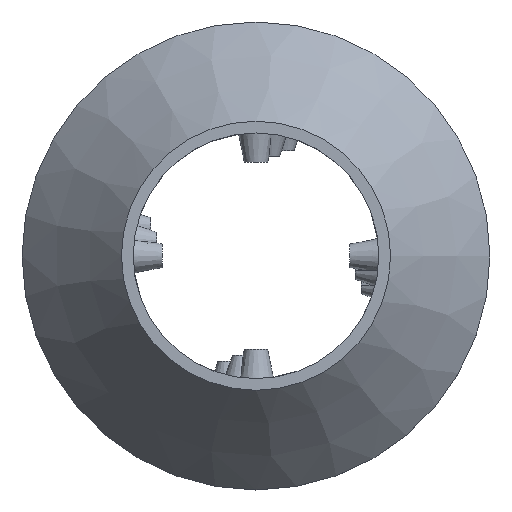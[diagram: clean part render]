
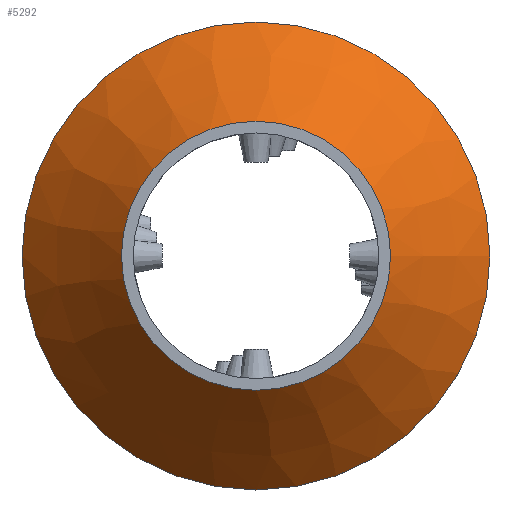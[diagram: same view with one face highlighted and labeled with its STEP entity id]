
A CAD part, top view. The second image highlights one B-rep face of the part: STEP entity #5292.
In plain terms, the highlighted conical face has half-angle 40.365 degrees and reference radius 8 mm.
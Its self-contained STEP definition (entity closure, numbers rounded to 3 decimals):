
#1119 = PLANE('',#1120);
#1120 = AXIS2_PLACEMENT_3D('',#1121,#1122,#1123);
#1121 = CARTESIAN_POINT('',(0.,0.,5.));
#1122 = DIRECTION('',(0.,0.,1.));
#1123 = DIRECTION('',(1.,0.,0.));
#4096 = EDGE_CURVE('',#4097,#4097,#4099,.T.);
#4097 = VERTEX_POINT('',#4098);
#4098 = CARTESIAN_POINT('',(4.6,0.,5.));
#4099 = SURFACE_CURVE('',#4100,(#4105,#4112),.PCURVE_S1.);
#4100 = CIRCLE('',#4101,4.6);
#4101 = AXIS2_PLACEMENT_3D('',#4102,#4103,#4104);
#4102 = CARTESIAN_POINT('',(0.,0.,5.));
#4103 = DIRECTION('',(0.,0.,1.));
#4104 = DIRECTION('',(1.,0.,0.));
#4105 = PCURVE('',#1119,#4106);
#4106 = DEFINITIONAL_REPRESENTATION('',(#4107),#4111);
#4107 = CIRCLE('',#4108,4.6);
#4108 = AXIS2_PLACEMENT_2D('',#4109,#4110);
#4109 = CARTESIAN_POINT('',(0.,0.));
#4110 = DIRECTION('',(1.,0.));
#4111 = ( GEOMETRIC_REPRESENTATION_CONTEXT(2) 
PARAMETRIC_REPRESENTATION_CONTEXT() REPRESENTATION_CONTEXT('2D SPACE',''
  ) );
#4112 = PCURVE('',#4113,#4118);
#4113 = CONICAL_SURFACE('',#4114,8.,0.704);
#4114 = AXIS2_PLACEMENT_3D('',#4115,#4116,#4117);
#4115 = CARTESIAN_POINT('',(0.,0.,1.));
#4116 = DIRECTION('',(0.,0.,-1.));
#4117 = DIRECTION('',(1.,0.,0.));
#4118 = DEFINITIONAL_REPRESENTATION('',(#4119),#4123);
#4119 = LINE('',#4120,#4121);
#4120 = CARTESIAN_POINT('',(0.,-4.));
#4121 = VECTOR('',#4122,1.);
#4122 = DIRECTION('',(-1.,0.));
#4123 = ( GEOMETRIC_REPRESENTATION_CONTEXT(2) 
PARAMETRIC_REPRESENTATION_CONTEXT() REPRESENTATION_CONTEXT('2D SPACE',''
  ) );
#5292 = ADVANCED_FACE('',(#5293),#4113,.T.);
#5293 = FACE_BOUND('',#5294,.T.);
#5294 = EDGE_LOOP('',(#5295,#5318,#5319,#5320));
#5295 = ORIENTED_EDGE('',*,*,#5296,.T.);
#5296 = EDGE_CURVE('',#5297,#4097,#5299,.T.);
#5297 = VERTEX_POINT('',#5298);
#5298 = CARTESIAN_POINT('',(8.,0.,1.));
#5299 = SEAM_CURVE('',#5300,(#5304,#5311),.PCURVE_S1.);
#5300 = LINE('',#5301,#5302);
#5301 = CARTESIAN_POINT('',(8.,0.,1.));
#5302 = VECTOR('',#5303,1.);
#5303 = DIRECTION('',(-0.648,0.,0.762
    ));
#5304 = PCURVE('',#4113,#5305);
#5305 = DEFINITIONAL_REPRESENTATION('',(#5306),#5310);
#5306 = LINE('',#5307,#5308);
#5307 = CARTESIAN_POINT('',(-6.283,0.));
#5308 = VECTOR('',#5309,1.);
#5309 = DIRECTION('',(0.,-1.));
#5310 = ( GEOMETRIC_REPRESENTATION_CONTEXT(2) 
PARAMETRIC_REPRESENTATION_CONTEXT() REPRESENTATION_CONTEXT('2D SPACE',''
  ) );
#5311 = PCURVE('',#4113,#5312);
#5312 = DEFINITIONAL_REPRESENTATION('',(#5313),#5317);
#5313 = LINE('',#5314,#5315);
#5314 = CARTESIAN_POINT('',(0.,0.));
#5315 = VECTOR('',#5316,1.);
#5316 = DIRECTION('',(0.,-1.));
#5317 = ( GEOMETRIC_REPRESENTATION_CONTEXT(2) 
PARAMETRIC_REPRESENTATION_CONTEXT() REPRESENTATION_CONTEXT('2D SPACE',''
  ) );
#5318 = ORIENTED_EDGE('',*,*,#4096,.F.);
#5319 = ORIENTED_EDGE('',*,*,#5296,.F.);
#5320 = ORIENTED_EDGE('',*,*,#5321,.T.);
#5321 = EDGE_CURVE('',#5297,#5297,#5322,.T.);
#5322 = SURFACE_CURVE('',#5323,(#5328,#5335),.PCURVE_S1.);
#5323 = CIRCLE('',#5324,8.);
#5324 = AXIS2_PLACEMENT_3D('',#5325,#5326,#5327);
#5325 = CARTESIAN_POINT('',(0.,0.,1.));
#5326 = DIRECTION('',(0.,0.,1.));
#5327 = DIRECTION('',(1.,0.,0.));
#5328 = PCURVE('',#4113,#5329);
#5329 = DEFINITIONAL_REPRESENTATION('',(#5330),#5334);
#5330 = LINE('',#5331,#5332);
#5331 = CARTESIAN_POINT('',(0.,0.));
#5332 = VECTOR('',#5333,1.);
#5333 = DIRECTION('',(-1.,0.));
#5334 = ( GEOMETRIC_REPRESENTATION_CONTEXT(2) 
PARAMETRIC_REPRESENTATION_CONTEXT() REPRESENTATION_CONTEXT('2D SPACE',''
  ) );
#5335 = PCURVE('',#5336,#5341);
#5336 = CYLINDRICAL_SURFACE('',#5337,8.);
#5337 = AXIS2_PLACEMENT_3D('',#5338,#5339,#5340);
#5338 = CARTESIAN_POINT('',(0.,0.,0.));
#5339 = DIRECTION('',(0.,0.,1.));
#5340 = DIRECTION('',(1.,0.,0.));
#5341 = DEFINITIONAL_REPRESENTATION('',(#5342),#5346);
#5342 = LINE('',#5343,#5344);
#5343 = CARTESIAN_POINT('',(0.,1.));
#5344 = VECTOR('',#5345,1.);
#5345 = DIRECTION('',(1.,0.));
#5346 = ( GEOMETRIC_REPRESENTATION_CONTEXT(2) 
PARAMETRIC_REPRESENTATION_CONTEXT() REPRESENTATION_CONTEXT('2D SPACE',''
  ) );
